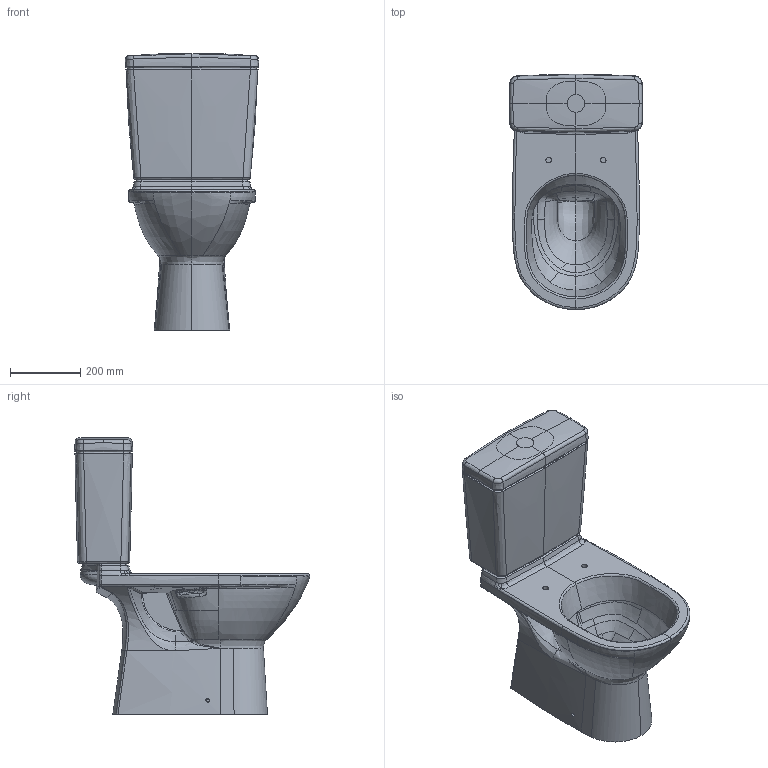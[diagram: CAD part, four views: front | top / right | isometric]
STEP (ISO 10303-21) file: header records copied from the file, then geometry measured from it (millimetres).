
FILE_DESCRIPTION(/* description */ (''),/* implementation_level */ '2;1');
FILE_NAME(/* name */ '566101_Onovo_STWC.stp',/* time_stamp */ '2019-03-05T12:12:50+01:00',/* author */ (''),/* organization */ (''),/* preprocessor_version */ 'ST-DEVELOPER v16',/* originating_system */ 'SIEMENS PLM Software NX 10.0',/* authorisation */ '');
FILE_SCHEMA (('AUTOMOTIVE_DESIGN { 1 0 10303 214 3 1 1 1 }'));
Products named in the file (1): Sier0200F937vppo
Bounding box: 379.96 x 668.44 x 787.16 mm (x, y, z)
Volume: 44478042.3 mm3; surface area: 1566381.8 mm2
Topology: 1 solids, 1 shells, 399 faces, 990 edges, 593 vertices
Faces by surface type: bspline 374, plane 17, cylinder 6, sphere 2
Full cylindrical faces by diameter (mm): 9.7 x2, 16 x2
Entity records: 45522 total; most frequent: CARTESIAN_POINT 39424, ORIENTED_EDGE 1956, EDGE_CURVE 978, B_SPLINE_CURVE_WITH_KNOTS 819, VERTEX_POINT 591, EDGE_LOOP 409, ADVANCED_FACE 399, FACE_OUTER_BOUND 389
